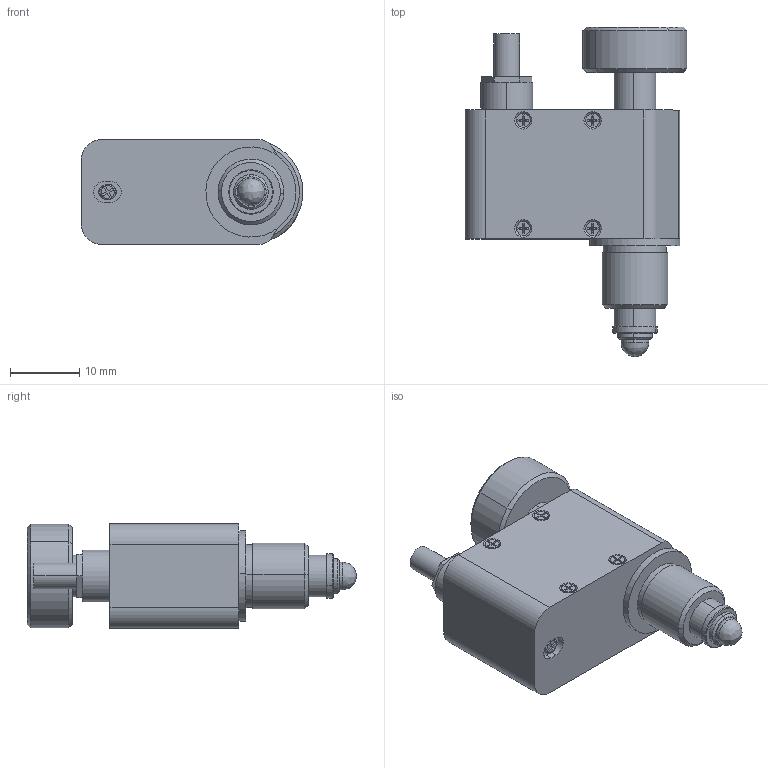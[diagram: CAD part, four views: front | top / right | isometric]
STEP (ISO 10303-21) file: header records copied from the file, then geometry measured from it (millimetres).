
FILE_DESCRIPTION (( 'STEP AP203' ), '1' );
FILE_NAME ('PAM6-13R-C1_Temp.STEP', '2024-01-16T05:04:34', ( '' ), ( '' ), 'SwSTEP 2.0', 'SolidWorks 2013', '' );
FILE_SCHEMA (( 'CONFIG_CONTROL_DESIGN' ));
Length unit declared in the file: millimetre
Products named in the file (3): xx2-2_蹬怮椔; xx1-1_蹬怮椔; PAM6-13R-C1_Temp
Assembly tree (2 placements, depth 2):
  PAM6-13R-C1_Temp
    xx1-1_蹬怮椔
    xx2-2_蹬怮椔
Bounding box: 32 x 47.5 x 15.1 mm (x, y, z)
Volume: 10922.9 mm3; surface area: 5565.9 mm2
Topology: 16 solids, 16 shells, 316 faces, 753 edges, 483 vertices
Faces by surface type: plane 179, cylinder 84, cone 50, torus 2, bspline 1
Entity records: 9498 total; most frequent: CARTESIAN_POINT 1768, DIRECTION 1566, ORIENTED_EDGE 1498, EDGE_CURVE 749, LINE 524, VECTOR 524, AXIS2_PLACEMENT_3D 521, VERTEX_POINT 483
